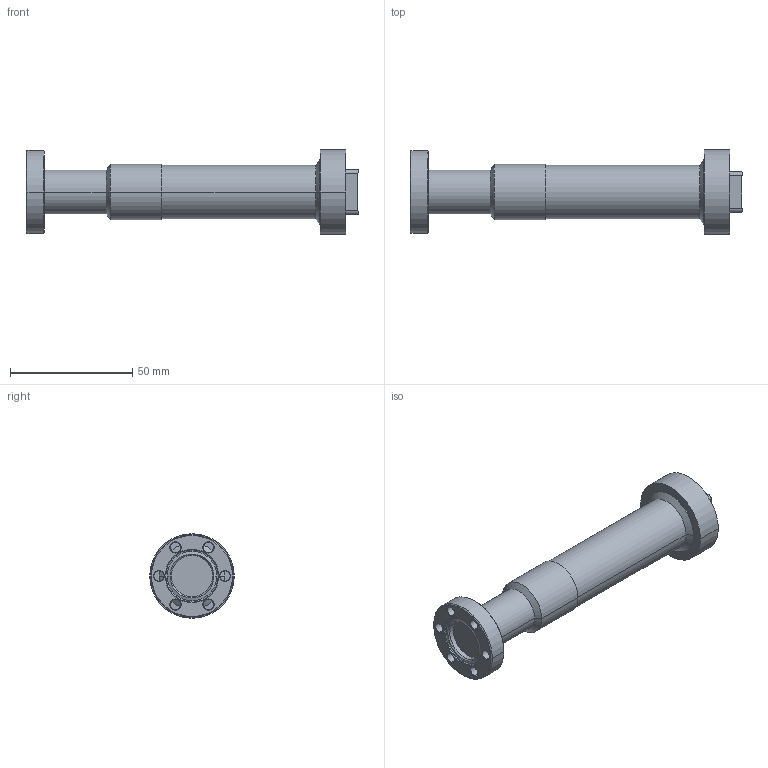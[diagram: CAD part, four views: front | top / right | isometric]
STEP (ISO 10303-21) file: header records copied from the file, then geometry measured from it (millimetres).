
FILE_DESCRIPTION((''),'2;1');
FILE_NAME('P5215114TF.stp','2004-07-27T15:38:05',('GELH'),(''),'Autodesk Inventor (R) 6.0','Autodesk Inventor (R) 6.0','');
FILE_SCHEMA(('AUTOMOTIVE_DESIGN { 1 0 10303 214 1 1 1 1 }'));
Length unit declared in the file: millimetre
Products named in the file (1): P5215114TF
Bounding box: 136 x 34.6 x 34.6 mm (x, y, z)
Volume: 56861.8 mm3; surface area: 13691.9 mm2
Topology: 1 solids, 1 shells, 86 faces, 194 edges, 116 vertices
Faces by surface type: cone 38, cylinder 34, plane 12, bspline 2
Entity records: 2535 total; most frequent: CARTESIAN_POINT 485, DIRECTION 474, ORIENTED_EDGE 388, AXIS2_PLACEMENT_3D 195, EDGE_CURVE 194, VERTEX_POINT 116, CIRCLE 110, EDGE_LOOP 104
